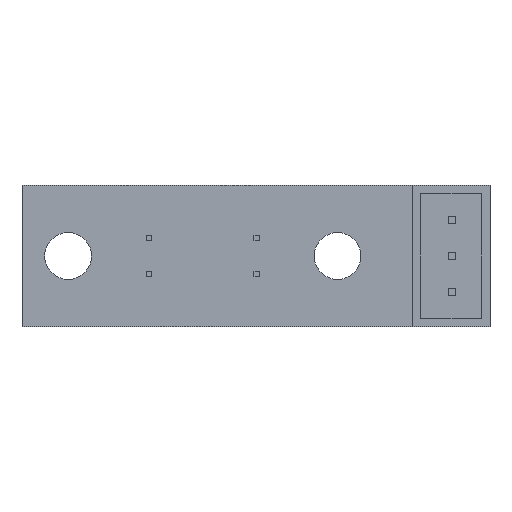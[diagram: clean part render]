
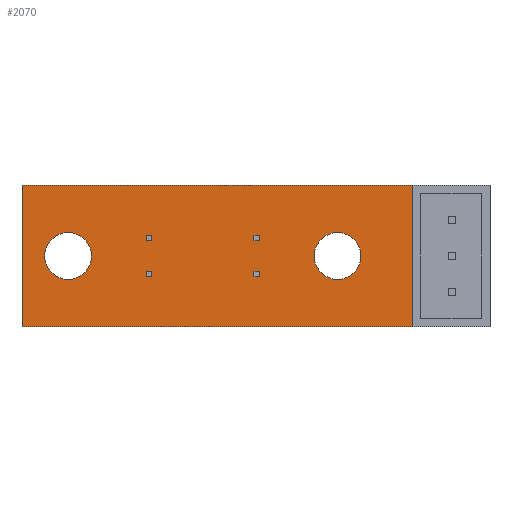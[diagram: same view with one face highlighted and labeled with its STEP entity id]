
A CAD part, front view. The second image highlights one B-rep face of the part: STEP entity #2070.
In plain terms, the highlighted planar face has unit normal (0, -1, 0).
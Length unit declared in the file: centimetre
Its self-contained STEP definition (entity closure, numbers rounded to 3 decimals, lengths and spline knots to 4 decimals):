
#49=FACE_BOUND('',#286,.T.);
#50=FACE_BOUND('',#287,.T.);
#51=FACE_BOUND('',#288,.T.);
#52=FACE_BOUND('',#289,.T.);
#53=FACE_BOUND('',#290,.T.);
#54=FACE_BOUND('',#291,.T.);
#73=CIRCLE('',#2187,0.165);
#74=CIRCLE('',#2193,0.165);
#154=FACE_OUTER_BOUND('',#285,.T.);
#285=EDGE_LOOP('',(#1727,#1728,#1729,#1730));
#286=EDGE_LOOP('',(#1731,#1732,#1733,#1734));
#287=EDGE_LOOP('',(#1735));
#288=EDGE_LOOP('',(#1736,#1737,#1738,#1739));
#289=EDGE_LOOP('',(#1740));
#290=EDGE_LOOP('',(#1741,#1742,#1743,#1744));
#291=EDGE_LOOP('',(#1745,#1746,#1747,#1748));
#490=LINE('',#3119,#755);
#492=LINE('',#3123,#757);
#494=LINE('',#3127,#759);
#496=LINE('',#3130,#761);
#498=LINE('',#3135,#763);
#500=LINE('',#3139,#765);
#502=LINE('',#3143,#767);
#504=LINE('',#3146,#769);
#506=LINE('',#3154,#771);
#508=LINE('',#3158,#773);
#510=LINE('',#3162,#775);
#512=LINE('',#3165,#777);
#514=LINE('',#3173,#779);
#516=LINE('',#3177,#781);
#518=LINE('',#3181,#783);
#520=LINE('',#3184,#785);
#522=LINE('',#3189,#787);
#524=LINE('',#3194,#789);
#525=LINE('',#3195,#790);
#526=LINE('',#3196,#791);
#755=VECTOR('',#2546,1.);
#757=VECTOR('',#2550,1.);
#759=VECTOR('',#2554,1.);
#761=VECTOR('',#2558,1.);
#763=VECTOR('',#2562,1.);
#765=VECTOR('',#2566,1.);
#767=VECTOR('',#2570,1.);
#769=VECTOR('',#2574,1.);
#771=VECTOR('',#2582,1.);
#773=VECTOR('',#2586,1.);
#775=VECTOR('',#2590,1.);
#777=VECTOR('',#2594,1.);
#779=VECTOR('',#2602,1.);
#781=VECTOR('',#2606,1.);
#783=VECTOR('',#2610,1.);
#785=VECTOR('',#2614,1.);
#787=VECTOR('',#2618,1.);
#789=VECTOR('',#2622,1.);
#790=VECTOR('',#2623,1.);
#791=VECTOR('',#2624,1.);
#984=VERTEX_POINT('',#3116);
#985=VERTEX_POINT('',#3118);
#986=VERTEX_POINT('',#3122);
#987=VERTEX_POINT('',#3126);
#988=VERTEX_POINT('',#3132);
#989=VERTEX_POINT('',#3134);
#990=VERTEX_POINT('',#3138);
#991=VERTEX_POINT('',#3142);
#992=VERTEX_POINT('',#3148);
#993=VERTEX_POINT('',#3151);
#994=VERTEX_POINT('',#3153);
#995=VERTEX_POINT('',#3157);
#996=VERTEX_POINT('',#3161);
#997=VERTEX_POINT('',#3167);
#998=VERTEX_POINT('',#3170);
#999=VERTEX_POINT('',#3172);
#1000=VERTEX_POINT('',#3176);
#1001=VERTEX_POINT('',#3180);
#1002=VERTEX_POINT('',#3186);
#1003=VERTEX_POINT('',#3188);
#1004=VERTEX_POINT('',#3192);
#1005=VERTEX_POINT('',#3193);
#1224=EDGE_CURVE('',#985,#984,#490,.T.);
#1226=EDGE_CURVE('',#986,#985,#492,.T.);
#1228=EDGE_CURVE('',#987,#986,#494,.T.);
#1230=EDGE_CURVE('',#984,#987,#496,.T.);
#1232=EDGE_CURVE('',#989,#988,#498,.T.);
#1234=EDGE_CURVE('',#990,#989,#500,.T.);
#1236=EDGE_CURVE('',#991,#990,#502,.T.);
#1238=EDGE_CURVE('',#988,#991,#504,.T.);
#1239=EDGE_CURVE('',#992,#992,#73,.T.);
#1241=EDGE_CURVE('',#994,#993,#506,.T.);
#1243=EDGE_CURVE('',#995,#994,#508,.T.);
#1245=EDGE_CURVE('',#996,#995,#510,.T.);
#1247=EDGE_CURVE('',#993,#996,#512,.T.);
#1248=EDGE_CURVE('',#997,#997,#74,.T.);
#1250=EDGE_CURVE('',#999,#998,#514,.T.);
#1252=EDGE_CURVE('',#1000,#999,#516,.T.);
#1254=EDGE_CURVE('',#1001,#1000,#518,.T.);
#1256=EDGE_CURVE('',#998,#1001,#520,.T.);
#1258=EDGE_CURVE('',#1003,#1002,#522,.T.);
#1260=EDGE_CURVE('',#1004,#1005,#524,.T.);
#1261=EDGE_CURVE('',#1004,#1003,#525,.T.);
#1262=EDGE_CURVE('',#1002,#1005,#526,.T.);
#1727=ORIENTED_EDGE('',*,*,#1260,.F.);
#1728=ORIENTED_EDGE('',*,*,#1261,.T.);
#1729=ORIENTED_EDGE('',*,*,#1258,.T.);
#1730=ORIENTED_EDGE('',*,*,#1262,.T.);
#1731=ORIENTED_EDGE('',*,*,#1256,.T.);
#1732=ORIENTED_EDGE('',*,*,#1254,.T.);
#1733=ORIENTED_EDGE('',*,*,#1252,.T.);
#1734=ORIENTED_EDGE('',*,*,#1250,.T.);
#1735=ORIENTED_EDGE('',*,*,#1248,.T.);
#1736=ORIENTED_EDGE('',*,*,#1247,.T.);
#1737=ORIENTED_EDGE('',*,*,#1245,.T.);
#1738=ORIENTED_EDGE('',*,*,#1243,.T.);
#1739=ORIENTED_EDGE('',*,*,#1241,.T.);
#1740=ORIENTED_EDGE('',*,*,#1239,.T.);
#1741=ORIENTED_EDGE('',*,*,#1238,.T.);
#1742=ORIENTED_EDGE('',*,*,#1236,.T.);
#1743=ORIENTED_EDGE('',*,*,#1234,.T.);
#1744=ORIENTED_EDGE('',*,*,#1232,.T.);
#1745=ORIENTED_EDGE('',*,*,#1230,.T.);
#1746=ORIENTED_EDGE('',*,*,#1228,.T.);
#1747=ORIENTED_EDGE('',*,*,#1226,.T.);
#1748=ORIENTED_EDGE('',*,*,#1224,.T.);
#1960=PLANE('',#2199);
#2070=ADVANCED_FACE('',(#154,#49,#50,#51,#52,#53,#54),#1960,.F.);
#2187=AXIS2_PLACEMENT_3D('',#3149,#2577,#2578);
#2193=AXIS2_PLACEMENT_3D('',#3168,#2597,#2598);
#2199=AXIS2_PLACEMENT_3D('',#3191,#2620,#2621);
#2546=DIRECTION('',(0.,0.,-1.));
#2550=DIRECTION('',(1.,0.,0.));
#2554=DIRECTION('',(0.,0.,1.));
#2558=DIRECTION('',(-1.,0.,0.));
#2562=DIRECTION('',(0.,0.,-1.));
#2566=DIRECTION('',(1.,0.,0.));
#2570=DIRECTION('',(0.,0.,1.));
#2574=DIRECTION('',(-1.,0.,0.));
#2577=DIRECTION('center_axis',(0.,1.,0.));
#2578=DIRECTION('ref_axis',(1.,0.,0.));
#2582=DIRECTION('',(0.,0.,-1.));
#2586=DIRECTION('',(1.,0.,0.));
#2590=DIRECTION('',(0.,0.,1.));
#2594=DIRECTION('',(-1.,0.,0.));
#2597=DIRECTION('center_axis',(0.,1.,0.));
#2598=DIRECTION('ref_axis',(1.,0.,0.));
#2602=DIRECTION('',(0.,0.,-1.));
#2606=DIRECTION('',(1.,0.,0.));
#2610=DIRECTION('',(0.,0.,1.));
#2614=DIRECTION('',(-1.,0.,0.));
#2618=DIRECTION('',(0.,0.,-1.));
#2620=DIRECTION('center_axis',(0.,1.,0.));
#2621=DIRECTION('ref_axis',(1.,0.,0.));
#2622=DIRECTION('',(0.,0.,-1.));
#2623=DIRECTION('',(-1.,0.,0.));
#2624=DIRECTION('',(1.,0.,0.));
#3116=CARTESIAN_POINT('',(-0.36,-0.15,0.407));
#3118=CARTESIAN_POINT('',(-0.36,-0.15,0.447));
#3119=CARTESIAN_POINT('',(-0.36,-0.15,0.407));
#3122=CARTESIAN_POINT('',(-0.4,-0.15,0.447));
#3123=CARTESIAN_POINT('',(-0.36,-0.15,0.447));
#3126=CARTESIAN_POINT('',(-0.4,-0.15,0.407));
#3127=CARTESIAN_POINT('',(-0.4,-0.15,0.447));
#3130=CARTESIAN_POINT('',(-0.4,-0.15,0.407));
#3132=CARTESIAN_POINT('',(0.4,-0.15,0.407));
#3134=CARTESIAN_POINT('',(0.4,-0.15,0.447));
#3135=CARTESIAN_POINT('',(0.4,-0.15,0.407));
#3138=CARTESIAN_POINT('',(0.36,-0.15,0.447));
#3139=CARTESIAN_POINT('',(0.4,-0.15,0.447));
#3142=CARTESIAN_POINT('',(0.36,-0.15,0.407));
#3143=CARTESIAN_POINT('',(0.36,-0.15,0.447));
#3146=CARTESIAN_POINT('',(0.36,-0.15,0.407));
#3148=CARTESIAN_POINT('',(0.785,-0.15,0.3));
#3149=CARTESIAN_POINT('Origin',(0.95,-0.15,0.3));
#3151=CARTESIAN_POINT('',(-0.36,-0.15,0.153));
#3153=CARTESIAN_POINT('',(-0.36,-0.15,0.193));
#3154=CARTESIAN_POINT('',(-0.36,-0.15,0.153));
#3157=CARTESIAN_POINT('',(-0.4,-0.15,0.193));
#3158=CARTESIAN_POINT('',(-0.36,-0.15,0.193));
#3161=CARTESIAN_POINT('',(-0.4,-0.15,0.153));
#3162=CARTESIAN_POINT('',(-0.4,-0.15,0.193));
#3165=CARTESIAN_POINT('',(-0.4,-0.15,0.153));
#3167=CARTESIAN_POINT('',(-1.115,-0.15,0.3));
#3168=CARTESIAN_POINT('Origin',(-0.95,-0.15,0.3));
#3170=CARTESIAN_POINT('',(0.4,-0.15,0.153));
#3172=CARTESIAN_POINT('',(0.4,-0.15,0.193));
#3173=CARTESIAN_POINT('',(0.4,-0.15,0.153));
#3176=CARTESIAN_POINT('',(0.36,-0.15,0.193));
#3177=CARTESIAN_POINT('',(0.4,-0.15,0.193));
#3180=CARTESIAN_POINT('',(0.36,-0.15,0.153));
#3181=CARTESIAN_POINT('',(0.36,-0.15,0.193));
#3184=CARTESIAN_POINT('',(0.36,-0.15,0.153));
#3186=CARTESIAN_POINT('',(-1.275,-0.15,-0.2));
#3188=CARTESIAN_POINT('',(-1.275,-0.15,0.8));
#3189=CARTESIAN_POINT('',(-1.275,-0.15,0.8));
#3191=CARTESIAN_POINT('Origin',(0.375,-0.15,0.3));
#3192=CARTESIAN_POINT('',(1.475,-0.15,0.8));
#3193=CARTESIAN_POINT('',(1.475,-0.15,-0.2));
#3194=CARTESIAN_POINT('',(1.475,-0.15,0.8));
#3195=CARTESIAN_POINT('',(2.025,-0.15,0.8));
#3196=CARTESIAN_POINT('',(-1.275,-0.15,-0.2));
